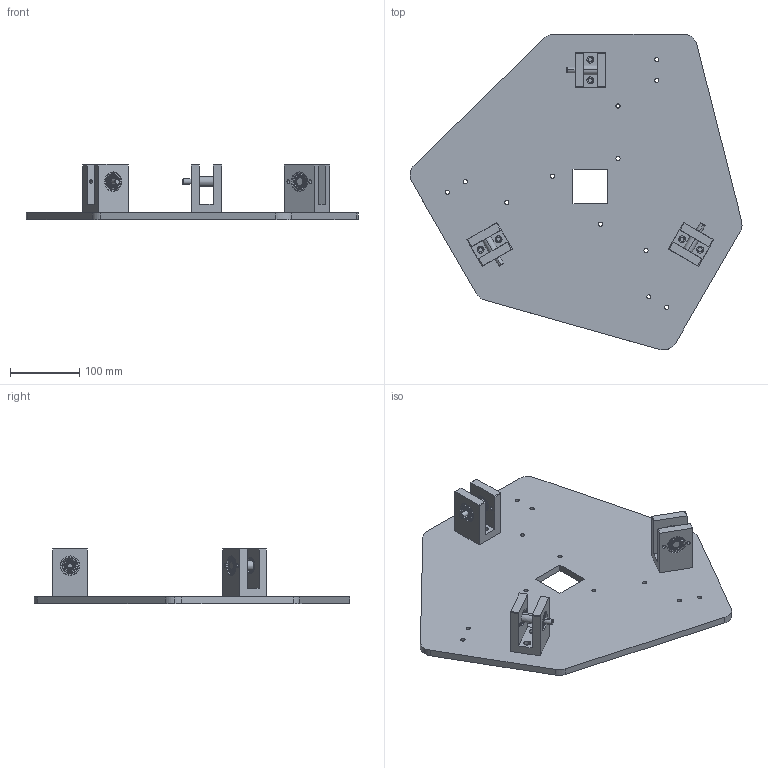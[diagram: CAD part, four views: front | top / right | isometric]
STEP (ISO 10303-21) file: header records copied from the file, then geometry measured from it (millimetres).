
FILE_DESCRIPTION (( 'STEP AP203' ), '1' );
FILE_NAME ('Base_Matlab_Default_sldprt.STEP', '2023-05-06T11:31:35', ( '' ), ( '' ), 'SwSTEP 2.0', 'SolidWorks 2022', '' );
FILE_SCHEMA (( 'CONFIG_CONTROL_DESIGN' ));
Length unit declared in the file: millimetre
Products named in the file (1): Base_Matlab_Default_sldprt
Bounding box: 479.53 x 456.4 x 80 mm (x, y, z)
Volume: 1796046.1 mm3; surface area: 418136.8 mm2
Topology: 73 solids, 73 shells, 724 faces, 1779 edges, 1144 vertices
Faces by surface type: cylinder 295, plane 183, torus 132, sphere 96, cone 18
Entity records: 20036 total; most frequent: DIRECTION 3933, CARTESIAN_POINT 3264, ORIENTED_EDGE 3078, AXIS2_PLACEMENT_3D 1669, EDGE_CURVE 1539, VERTEX_POINT 1000, CIRCLE 944, EDGE_LOOP 873
